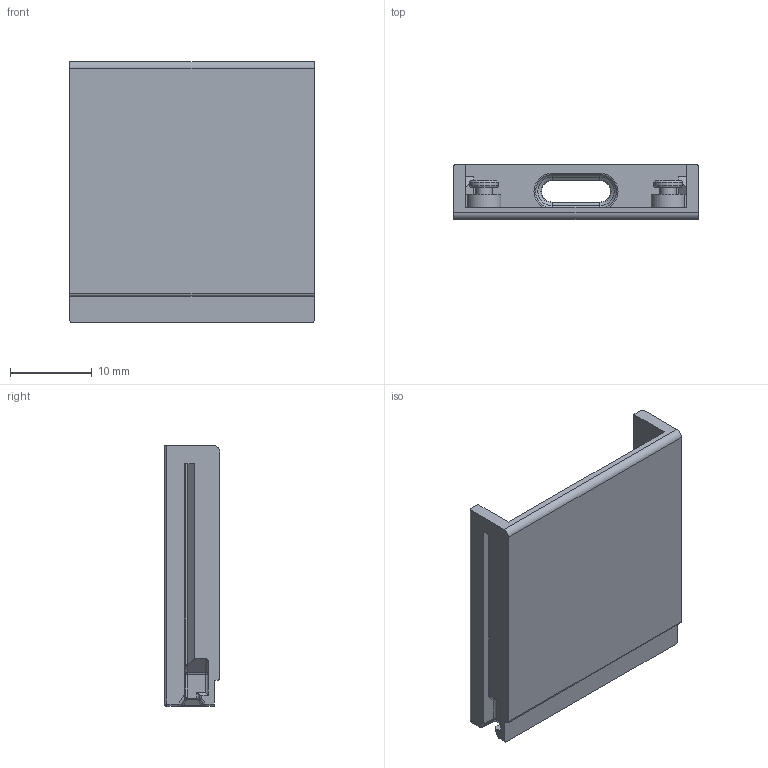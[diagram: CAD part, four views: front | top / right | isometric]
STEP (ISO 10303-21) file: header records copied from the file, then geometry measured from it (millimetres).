
FILE_DESCRIPTION(/* description */ ('STEP AP242','CAx-IF Rec.Pracs.---Representation and Presentation of Product Manufacturing Information (PMI)---4.0---2014-10-13','CAx-IF Rec.Pracs.---3D Tessellated Geometry---0.4---2014-09-14','2;1'),/* implementation_level */ '2;1');
FILE_NAME(/* name */ '6442d57c1deb5c62a4393118',/* time_stamp */ '2023-04-21T18:27:08+00:00',/* author */ (''),/* organization */ (''),/* preprocessor_version */ 'ST-DEVELOPER v18.102',/* originating_system */ ' ',/* authorisation */ ' ');
FILE_SCHEMA (('AP242_MANAGED_MODEL_BASED_3D_ENGINEERING_MIM_LF { 1 0 10303 442 1 1 4 }'));
Length unit declared in the file: metre
Products named in the file (3): STAR_SCREW_M2X3L_298_1_1; STAR_SCREW_M2X3L_298_1; FW_EXP_1USBC_FRAME_CLIP_BC_229_
Bounding box: 30 x 6.8 x 32 mm (x, y, z)
Volume: 2031.8 mm3; surface area: 3269.1 mm2
Topology: 3 solids, 3 shells, 215 faces, 537 edges, 322 vertices
Faces by surface type: cylinder 93, plane 74, bspline 18, torus 12, sphere 12, cone 6
Full cylindrical faces by diameter (mm): 1.6 x2, 2 x2, 3.5 x2
Entity records: 6977 total; most frequent: CARTESIAN_POINT 1963, DIRECTION 1057, ORIENTED_EDGE 1010, EDGE_CURVE 505, AXIS2_PLACEMENT_3D 393, VERTEX_POINT 314, LINE 271, VECTOR 271
